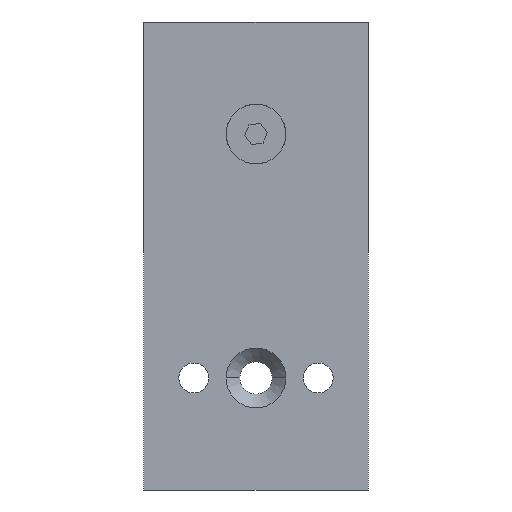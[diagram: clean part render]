
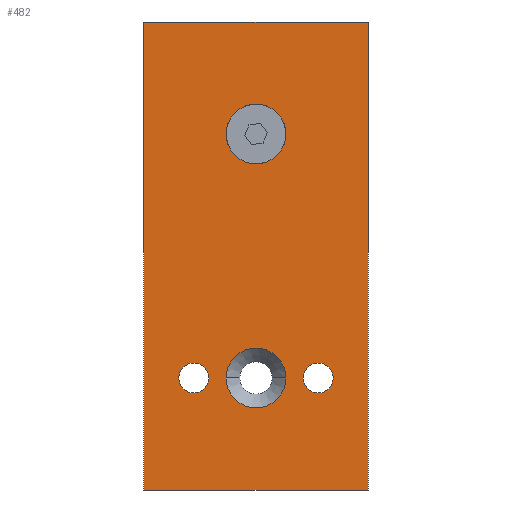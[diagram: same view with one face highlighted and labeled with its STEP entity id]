
A CAD part, left-side view. The second image highlights one B-rep face of the part: STEP entity #482.
In plain terms, the highlighted face is planar.
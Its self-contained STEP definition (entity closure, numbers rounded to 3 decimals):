
#26 = EDGE_CURVE ( 'NONE', #3305, #1870, #3353, .T. ) ;
#43 = CARTESIAN_POINT ( 'NONE',  ( 47., 0., 9.5 ) ) ;
#152 = EDGE_CURVE ( 'NONE', #3305, #800, #5104, .T. ) ;
#169 = DIRECTION ( 'NONE',  ( 0., -1., 0. ) ) ;
#211 = EDGE_CURVE ( 'NONE', #3112, #870, #4019, .T. ) ;
#237 = EDGE_CURVE ( 'NONE', #1870, #2858, #3678, .T. ) ;
#296 = EDGE_LOOP ( 'NONE', ( #4308, #2664, #3821, #419 ) ) ;
#298 = ORIENTED_EDGE ( 'NONE', *, *, #1576, .T. ) ;
#406 = CARTESIAN_POINT ( 'NONE',  ( 69.5, 0., 22.5 ) ) ;
#419 = ORIENTED_EDGE ( 'NONE', *, *, #26, .T. ) ;
#435 = AXIS2_PLACEMENT_3D ( 'NONE', #2687, #672, #4724 ) ;
#482 = ADVANCED_FACE ( 'NONE', ( #4189, #4126, #2359, #1797, #2427 ), #2361, .T. ) ;
#494 = ORIENTED_EDGE ( 'NONE', *, *, #3599, .T. ) ;
#583 = AXIS2_PLACEMENT_3D ( 'NONE', #3627, #5260, #4045 ) ;
#604 = AXIS2_PLACEMENT_3D ( 'NONE', #3998, #2350, #1136 ) ;
#640 = DIRECTION ( 'NONE',  ( 0., 0., 1. ) ) ;
#672 = DIRECTION ( 'NONE',  ( 0., -1., 0. ) ) ;
#735 = EDGE_CURVE ( 'NONE', #2858, #800, #1290, .T. ) ;
#800 = VERTEX_POINT ( 'NONE', #406 ) ;
#861 = AXIS2_PLACEMENT_3D ( 'NONE', #4854, #2380, #3611 ) ;
#870 = VERTEX_POINT ( 'NONE', #43 ) ;
#918 = CARTESIAN_POINT ( 'NONE',  ( 47., 0., -15.5 ) ) ;
#1108 = DIRECTION ( 'NONE',  ( -1., 0., 0. ) ) ;
#1136 = DIRECTION ( 'NONE',  ( -1., 0., 0. ) ) ;
#1290 = LINE ( 'NONE', #3957, #1736 ) ;
#1312 = VERTEX_POINT ( 'NONE', #918 ) ;
#1439 = AXIS2_PLACEMENT_3D ( 'NONE', #1919, #3621, #2813 ) ;
#1540 = VERTEX_POINT ( 'NONE', #2782 ) ;
#1561 = DIRECTION ( 'NONE',  ( 0., 0., -1. ) ) ;
#1576 = EDGE_CURVE ( 'NONE', #870, #3112, #1933, .T. ) ;
#1736 = VECTOR ( 'NONE', #2726, 1000. ) ;
#1740 = CARTESIAN_POINT ( 'NONE',  ( -2., 0., -6. ) ) ;
#1797 = FACE_BOUND ( 'NONE', #4533, .T. ) ;
#1870 = VERTEX_POINT ( 'NONE', #3629 ) ;
#1880 = ORIENTED_EDGE ( 'NONE', *, *, #4975, .T. ) ;
#1919 = CARTESIAN_POINT ( 'NONE',  ( 47., 0., -12.5 ) ) ;
#1933 = CIRCLE ( 'NONE', #2804, 3. ) ;
#2097 = ORIENTED_EDGE ( 'NONE', *, *, #3784, .T. ) ;
#2224 = CIRCLE ( 'NONE', #604, 6. ) ;
#2350 = DIRECTION ( 'NONE',  ( 0., -1., 0. ) ) ;
#2354 = EDGE_LOOP ( 'NONE', ( #4376, #298 ) ) ;
#2359 = FACE_BOUND ( 'NONE', #5174, .T. ) ;
#2361 = PLANE ( 'NONE',  #583 ) ;
#2364 = DIRECTION ( 'NONE',  ( -1., 0., 0. ) ) ;
#2380 = DIRECTION ( 'NONE',  ( 0., -1., 0. ) ) ;
#2427 = FACE_OUTER_BOUND ( 'NONE', #296, .T. ) ;
#2482 = CIRCLE ( 'NONE', #3365, 6. ) ;
#2575 = VECTOR ( 'NONE', #3444, 1000. ) ;
#2664 = ORIENTED_EDGE ( 'NONE', *, *, #735, .T. ) ;
#2687 = CARTESIAN_POINT ( 'NONE',  ( 47., 0., 12.5 ) ) ;
#2726 = DIRECTION ( 'NONE',  ( 1., 0., 0. ) ) ;
#2751 = AXIS2_PLACEMENT_3D ( 'NONE', #3951, #4329, #1108 ) ;
#2774 = EDGE_CURVE ( 'NONE', #5063, #1312, #4589, .T. ) ;
#2775 = CIRCLE ( 'NONE', #2751, 6. ) ;
#2782 = CARTESIAN_POINT ( 'NONE',  ( -2., 0., 6. ) ) ;
#2804 = AXIS2_PLACEMENT_3D ( 'NONE', #3635, #4437, #2364 ) ;
#2806 = CARTESIAN_POINT ( 'NONE',  ( 47., 0., -9.5 ) ) ;
#2813 = DIRECTION ( 'NONE',  ( -1., 0., 0. ) ) ;
#2848 = EDGE_CURVE ( 'NONE', #4413, #1540, #3831, .T. ) ;
#2858 = VERTEX_POINT ( 'NONE', #5210 ) ;
#2942 = AXIS2_PLACEMENT_3D ( 'NONE', #4830, #3152, #1561 ) ;
#3031 = CARTESIAN_POINT ( 'NONE',  ( -2., 0., 0. ) ) ;
#3107 = ORIENTED_EDGE ( 'NONE', *, *, #2774, .T. ) ;
#3112 = VERTEX_POINT ( 'NONE', #3227 ) ;
#3152 = DIRECTION ( 'NONE',  ( 0., -1., 0. ) ) ;
#3227 = CARTESIAN_POINT ( 'NONE',  ( 47., 0., 15.5 ) ) ;
#3251 = CARTESIAN_POINT ( 'NONE',  ( 22.5, 0., -22.5 ) ) ;
#3305 = VERTEX_POINT ( 'NONE', #4599 ) ;
#3353 = LINE ( 'NONE', #3251, #5098 ) ;
#3365 = AXIS2_PLACEMENT_3D ( 'NONE', #3031, #169, #3450 ) ;
#3444 = DIRECTION ( 'NONE',  ( 0., 0., 1. ) ) ;
#3450 = DIRECTION ( 'NONE',  ( 0., 0., -1. ) ) ;
#3599 = EDGE_CURVE ( 'NONE', #5276, #4404, #2775, .T. ) ;
#3611 = DIRECTION ( 'NONE',  ( -1., 0., 0. ) ) ;
#3621 = DIRECTION ( 'NONE',  ( 0., -1., 0. ) ) ;
#3627 = CARTESIAN_POINT ( 'NONE',  ( 0., 0., 0. ) ) ;
#3629 = CARTESIAN_POINT ( 'NONE',  ( -24.5, 0., -22.5 ) ) ;
#3635 = CARTESIAN_POINT ( 'NONE',  ( 47., 0., 12.5 ) ) ;
#3678 = LINE ( 'NONE', #4726, #2575 ) ;
#3733 = CARTESIAN_POINT ( 'NONE',  ( 47., 0., 6. ) ) ;
#3784 = EDGE_CURVE ( 'NONE', #1312, #5063, #4284, .T. ) ;
#3820 = VECTOR ( 'NONE', #640, 1000. ) ;
#3821 = ORIENTED_EDGE ( 'NONE', *, *, #152, .F. ) ;
#3831 = CIRCLE ( 'NONE', #2942, 6. ) ;
#3951 = CARTESIAN_POINT ( 'NONE',  ( 47., 0., 0. ) ) ;
#3954 = CARTESIAN_POINT ( 'NONE',  ( 69.5, 0., -22.5 ) ) ;
#3957 = CARTESIAN_POINT ( 'NONE',  ( -22.5, 0., 22.5 ) ) ;
#3998 = CARTESIAN_POINT ( 'NONE',  ( 47., 0., 0. ) ) ;
#4019 = CIRCLE ( 'NONE', #435, 3. ) ;
#4045 = DIRECTION ( 'NONE',  ( 0., 0., 1. ) ) ;
#4051 = EDGE_LOOP ( 'NONE', ( #3107, #2097 ) ) ;
#4126 = FACE_BOUND ( 'NONE', #2354, .T. ) ;
#4189 = FACE_BOUND ( 'NONE', #4051, .T. ) ;
#4284 = CIRCLE ( 'NONE', #1439, 3. ) ;
#4300 = ORIENTED_EDGE ( 'NONE', *, *, #4649, .T. ) ;
#4308 = ORIENTED_EDGE ( 'NONE', *, *, #237, .T. ) ;
#4329 = DIRECTION ( 'NONE',  ( 0., -1., 0. ) ) ;
#4376 = ORIENTED_EDGE ( 'NONE', *, *, #211, .T. ) ;
#4404 = VERTEX_POINT ( 'NONE', #3733 ) ;
#4413 = VERTEX_POINT ( 'NONE', #1740 ) ;
#4437 = DIRECTION ( 'NONE',  ( 0., -1., 0. ) ) ;
#4533 = EDGE_LOOP ( 'NONE', ( #4300, #4952 ) ) ;
#4589 = CIRCLE ( 'NONE', #861, 3. ) ;
#4599 = CARTESIAN_POINT ( 'NONE',  ( 69.5, 0., -22.5 ) ) ;
#4649 = EDGE_CURVE ( 'NONE', #1540, #4413, #2482, .T. ) ;
#4724 = DIRECTION ( 'NONE',  ( -1., 0., 0. ) ) ;
#4726 = CARTESIAN_POINT ( 'NONE',  ( -24.5, 0., -22.5 ) ) ;
#4830 = CARTESIAN_POINT ( 'NONE',  ( -2., 0., 0. ) ) ;
#4833 = DIRECTION ( 'NONE',  ( -1., 0., 0. ) ) ;
#4854 = CARTESIAN_POINT ( 'NONE',  ( 47., 0., -12.5 ) ) ;
#4952 = ORIENTED_EDGE ( 'NONE', *, *, #2848, .T. ) ;
#4975 = EDGE_CURVE ( 'NONE', #4404, #5276, #2224, .T. ) ;
#5010 = CARTESIAN_POINT ( 'NONE',  ( 47., 0., -6. ) ) ;
#5063 = VERTEX_POINT ( 'NONE', #2806 ) ;
#5098 = VECTOR ( 'NONE', #4833, 1000. ) ;
#5104 = LINE ( 'NONE', #3954, #3820 ) ;
#5174 = EDGE_LOOP ( 'NONE', ( #1880, #494 ) ) ;
#5210 = CARTESIAN_POINT ( 'NONE',  ( -24.5, 0., 22.5 ) ) ;
#5260 = DIRECTION ( 'NONE',  ( 0., 1., 0. ) ) ;
#5276 = VERTEX_POINT ( 'NONE', #5010 ) ;
